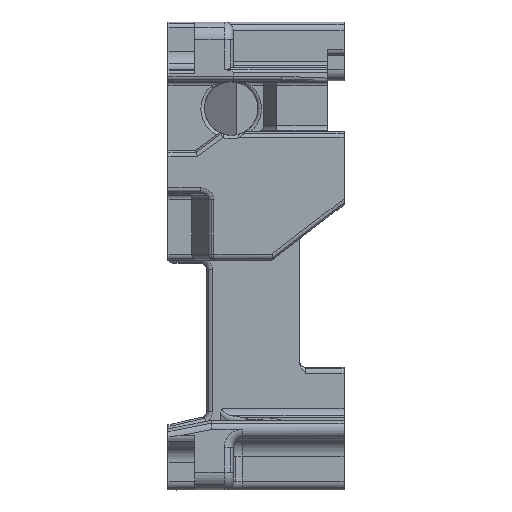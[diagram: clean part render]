
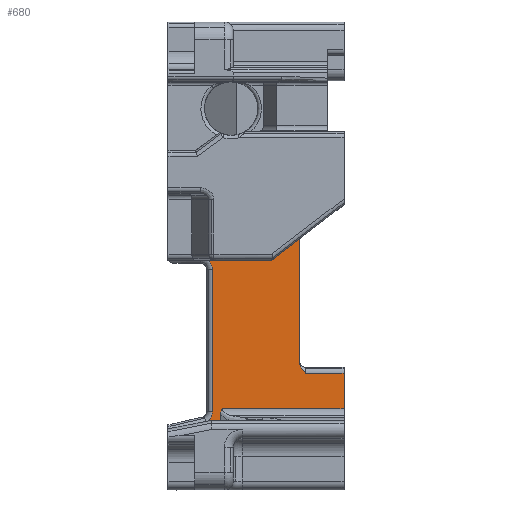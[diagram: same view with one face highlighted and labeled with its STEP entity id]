
A CAD part, left-side view. The second image highlights one B-rep face of the part: STEP entity #680.
In plain terms, the highlighted planar face has unit normal (-1, 0, 0).
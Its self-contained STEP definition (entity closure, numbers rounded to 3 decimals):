
#680=ADVANCED_FACE('0:30313',(#2103),#2104,.F.);
#2103=FACE_OUTER_BOUND('',#20004,.T.);
#2104=PLANE('',#20005);
#20004=EDGE_LOOP('',(#28999,#29000,#29001,#29002,#29003,#29004,#29005,#29006,#29007,#29008,#29009,#29010,#29011,#29012,#29013,#29014,#29015));
#20005=AXIS2_PLACEMENT_3D('',#29016,#29017,#29018);
#28999=ORIENTED_EDGE('',*,*,#30935,.F.);
#29000=ORIENTED_EDGE('',*,*,#32076,.T.);
#29001=ORIENTED_EDGE('',*,*,#32272,.F.);
#29002=ORIENTED_EDGE('',*,*,#32079,.F.);
#29003=ORIENTED_EDGE('',*,*,#32271,.F.);
#29004=ORIENTED_EDGE('',*,*,#32273,.T.);
#29005=ORIENTED_EDGE('',*,*,#32274,.F.);
#29006=ORIENTED_EDGE('',*,*,#32005,.F.);
#29007=ORIENTED_EDGE('',*,*,#31010,.F.);
#29008=ORIENTED_EDGE('',*,*,#31998,.F.);
#29009=ORIENTED_EDGE('',*,*,#31014,.F.);
#29010=ORIENTED_EDGE('',*,*,#31992,.F.);
#29011=ORIENTED_EDGE('',*,*,#31988,.F.);
#29012=ORIENTED_EDGE('',*,*,#31987,.T.);
#29013=ORIENTED_EDGE('',*,*,#31984,.F.);
#29014=ORIENTED_EDGE('',*,*,#32066,.F.);
#29015=ORIENTED_EDGE('',*,*,#32275,.F.);
#29016=CARTESIAN_POINT('',(82.75,-27.55,35.94));
#29017=DIRECTION('',(1.0,0.0,0.0));
#29018=DIRECTION('',(0.0,-1.0,0.0));
#30935=EDGE_CURVE('0:33169',#33478,#33480,#33481,.T.);
#31010=EDGE_CURVE('0:32914',#33628,#33630,#33631,.T.);
#31014=EDGE_CURVE('0:32896',#33636,#33638,#33639,.T.);
#31984=EDGE_CURVE('0:32851',#35179,#35180,#35181,.F.);
#31987=EDGE_CURVE('0:32860',#35048,#35180,#35184,.T.);
#31988=EDGE_CURVE('0:32863',#35048,#35185,#35186,.T.);
#31992=EDGE_CURVE('0:32878',#35185,#33636,#35190,.T.);
#31998=EDGE_CURVE('0:32899',#33638,#33628,#35197,.T.);
#32005=EDGE_CURVE('0:32923',#33630,#35203,#35206,.T.);
#32066=EDGE_CURVE('0:33163',#35286,#35179,#35288,.T.);
#32076=EDGE_CURVE('0:33202',#33478,#35301,#35302,.F.);
#32079=EDGE_CURVE('0:33217',#35304,#35306,#35307,.T.);
#32271=EDGE_CURVE('0:33943',#35563,#35304,#35565,.T.);
#32272=EDGE_CURVE('0:33946',#35306,#35301,#35566,.F.);
#32273=EDGE_CURVE('0:33949',#35563,#35567,#35568,.T.);
#32274=EDGE_CURVE('0:33952',#35203,#35567,#35569,.T.);
#32275=EDGE_CURVE('0:33955',#33480,#35286,#35570,.F.);
#33478=VERTEX_POINT('',#37785);
#33480=VERTEX_POINT('',#37787);
#33481=LINE('',#37788,#37789);
#33628=VERTEX_POINT('',#38101);
#33630=VERTEX_POINT('',#38103);
#33631=LINE('',#38104,#38105);
#33636=VERTEX_POINT('',#38111);
#33638=VERTEX_POINT('',#38113);
#33639=LINE('',#38114,#38115);
#35048=VERTEX_POINT('',#41359);
#35179=VERTEX_POINT('',#41925);
#35180=VERTEX_POINT('',#41926);
#35181=B_SPLINE_CURVE_WITH_KNOTS('',3,(#41927,#41928,#41929,#41930,#41931,#41932,#41933,#41934,#41935,#41936,#41937,#41938),.UNSPECIFIED.,.F.,.F.,(4,2,2,2,2,4),(0.0,0.,0.,0.001,0.001,0.001),.UNSPECIFIED.);
#35184=LINE('',#41975,#41976);
#35185=VERTEX_POINT('',#41977);
#35186=LINE('',#41978,#41979);
#35190=LINE('',#41985,#41986);
#35197=CIRCLE('',#42018,2.0);
#35203=VERTEX_POINT('',#42031);
#35206=CIRCLE('',#42034,2.);
#35286=VERTEX_POINT('',#42152);
#35288=LINE('',#42154,#42155);
#35301=VERTEX_POINT('',#42171);
#35302=B_SPLINE_CURVE_WITH_KNOTS('',3,(#42172,#42173,#42174,#42175,#42176,#42177,#42178,#42179,#42180,#42181,#42182,#42183,#42184,#42185,#42186,#42187),.UNSPECIFIED.,.F.,.F.,(4,3,3,3,3,4),(0.005,0.006,0.006,0.007,0.007,0.007),.UNSPECIFIED.);
#35304=VERTEX_POINT('',#42189);
#35306=VERTEX_POINT('',#42191);
#35307=LINE('',#42192,#42193);
#35563=VERTEX_POINT('',#42857);
#35565=ELLIPSE('',#42870,3.438,2.0);
#35566=LINE('',#42871,#42872);
#35567=VERTEX_POINT('',#42873);
#35568=LINE('',#42874,#42875);
#35569=LINE('',#42876,#42877);
#35570=LINE('',#42878,#42879);
#37785=CARTESIAN_POINT('',(82.75,-26.48,19.502));
#37787=CARTESIAN_POINT('',(82.75,-32.98,19.502));
#37788=CARTESIAN_POINT('',(82.75,-27.765,19.502));
#37789=VECTOR('',#44644,1.0);
#38101=CARTESIAN_POINT('',(82.75,-10.8,13.0));
#38103=CARTESIAN_POINT('',(82.75,-10.8,36.995));
#38104=CARTESIAN_POINT('',(82.75,-10.8,20.095));
#38105=VECTOR('',#44774,1.0);
#38111=CARTESIAN_POINT('',(82.75,-3.3,9.752));
#38113=CARTESIAN_POINT('',(82.75,-9.754,11.242));
#38114=CARTESIAN_POINT('',(82.75,-32.571,16.51));
#38115=VECTOR('',#44782,1.0);
#41359=CARTESIAN_POINT('',(82.75,-12.187,4.8));
#41925=CARTESIAN_POINT('',(82.75,-12.449,13.5));
#41926=CARTESIAN_POINT('',(82.75,-12.187,12.71));
#41927=CARTESIAN_POINT('',(82.75,-12.187,12.71));
#41928=CARTESIAN_POINT('',(82.75,-12.187,12.734));
#41929=CARTESIAN_POINT('',(82.75,-12.188,12.758));
#41930=CARTESIAN_POINT('',(82.75,-12.192,12.86));
#41931=CARTESIAN_POINT('',(82.75,-12.202,12.937));
#41932=CARTESIAN_POINT('',(82.75,-12.234,13.082));
#41933=CARTESIAN_POINT('',(82.75,-12.254,13.148));
#41934=CARTESIAN_POINT('',(82.75,-12.336,13.352));
#41935=CARTESIAN_POINT('',(82.75,-12.404,13.445));
#41936=CARTESIAN_POINT('',(82.75,-12.447,13.498));
#41937=CARTESIAN_POINT('',(82.75,-12.448,13.499));
#41938=CARTESIAN_POINT('',(82.75,-12.449,13.5));
#41975=CARTESIAN_POINT('',(82.75,-12.187,23.97));
#41976=VECTOR('',#46468,1.0);
#41977=CARTESIAN_POINT('',(82.75,-3.3,4.8));
#41978=CARTESIAN_POINT('',(82.75,-17.425,4.8));
#41979=VECTOR('',#46469,1.0);
#41985=CARTESIAN_POINT('',(82.75,-3.3,8.125));
#41986=VECTOR('',#46475,1.0);
#42018=AXIS2_PLACEMENT_3D('',#46484,#46485,#46486);
#42031=CARTESIAN_POINT('',(82.75,-8.8,38.995));
#42034=AXIS2_PLACEMENT_3D('',#46500,#46501,#46502);
#42152=CARTESIAN_POINT('',(82.75,-32.98,13.5));
#42154=CARTESIAN_POINT('',(82.75,-30.515,13.5));
#42155=VECTOR('',#46607,1.0);
#42171=CARTESIAN_POINT('',(82.75,-25.48,21.234));
#42172=CARTESIAN_POINT('',(82.75,-25.48,21.234));
#42173=CARTESIAN_POINT('',(82.75,-25.48,21.055));
#42174=CARTESIAN_POINT('',(82.75,-25.521,20.856));
#42175=CARTESIAN_POINT('',(82.75,-25.591,20.677));
#42176=CARTESIAN_POINT('',(82.75,-25.627,20.584));
#42177=CARTESIAN_POINT('',(82.75,-25.669,20.499));
#42178=CARTESIAN_POINT('',(82.75,-25.716,20.417));
#42179=CARTESIAN_POINT('',(82.75,-25.85,20.181));
#42180=CARTESIAN_POINT('',(82.75,-26.046,19.948));
#42181=CARTESIAN_POINT('',(82.75,-26.246,19.74));
#42182=CARTESIAN_POINT('',(82.75,-26.323,19.659));
#42183=CARTESIAN_POINT('',(82.75,-26.4,19.582));
#42184=CARTESIAN_POINT('',(82.75,-26.474,19.509));
#42185=CARTESIAN_POINT('',(82.75,-26.476,19.507));
#42186=CARTESIAN_POINT('',(82.75,-26.478,19.504));
#42187=CARTESIAN_POINT('',(82.75,-26.48,19.502));
#42189=CARTESIAN_POINT('',(82.75,-5.652,47.352));
#42191=CARTESIAN_POINT('',(82.75,-25.48,47.352));
#42192=CARTESIAN_POINT('',(82.75,-30.265,47.352));
#42193=VECTOR('',#46635,1.0);
#42857=CARTESIAN_POINT('',(82.75,-3.3,48.162));
#42870=AXIS2_PLACEMENT_3D('',#46988,#46989,#46990);
#42871=CARTESIAN_POINT('',(82.75,-25.48,53.22));
#42872=VECTOR('',#46991,1.0);
#42873=CARTESIAN_POINT('',(82.75,-3.3,38.995));
#42874=CARTESIAN_POINT('',(82.75,-3.3,53.07));
#42875=VECTOR('',#46992,1.0);
#42876=CARTESIAN_POINT('',(82.75,-3.3,38.995));
#42877=VECTOR('',#46993,1.0);
#42878=CARTESIAN_POINT('',(82.75,-32.98,53.22));
#42879=VECTOR('',#46994,1.0);
#44644=DIRECTION('',(0.0,-1.0,0.0));
#44774=DIRECTION('',(0.0,0.0,1.0));
#44782=DIRECTION('',(0.0,-0.974,0.225));
#46468=DIRECTION('',(0.0,0.0,1.0));
#46469=DIRECTION('',(0.0,1.0,0.0));
#46475=DIRECTION('',(0.0,0.0,1.0));
#46484=CARTESIAN_POINT('',(82.75,-8.8,13.0));
#46485=DIRECTION('',(-1.0,0.,0.));
#46486=DIRECTION('',(0.,-1.0,0.));
#46500=CARTESIAN_POINT('',(82.75,-8.8,36.995));
#46501=DIRECTION('',(-1.0,0.0,0.0));
#46502=DIRECTION('',(0.0,1.0,0.0));
#46607=DIRECTION('',(0.0,1.0,0.0));
#46635=DIRECTION('',(-0.0,-1.0,-0.0));
#46988=CARTESIAN_POINT('',(82.75,-6.37,49.424));
#46989=DIRECTION('',(-1.0,0.0,-0.0));
#46990=DIRECTION('',(0.0,0.981,-0.194));
#46991=DIRECTION('',(0.0,0.0,1.0));
#46992=DIRECTION('',(0.0,0.0,-1.0));
#46993=DIRECTION('',(0.0,1.0,0.0));
#46994=DIRECTION('',(0.0,0.0,1.0));
